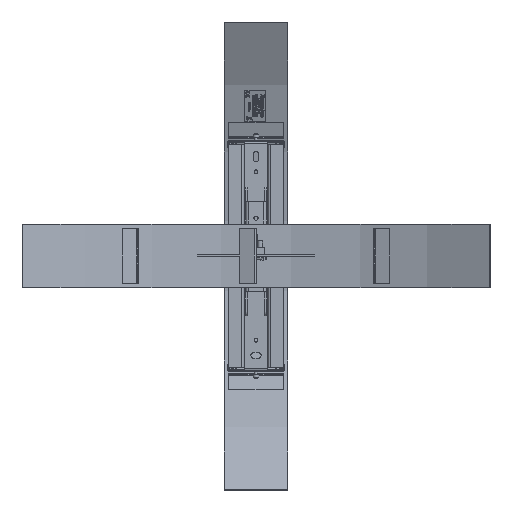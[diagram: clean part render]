
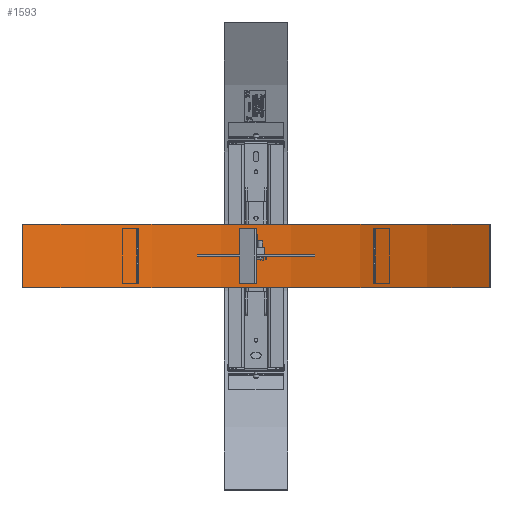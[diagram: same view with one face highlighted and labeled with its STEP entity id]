
A CAD part, front view. The second image highlights one B-rep face of the part: STEP entity #1593.
In plain terms, the highlighted cylindrical face has radius 549.624 mm (diameter 1099.25 mm), a partial arc.
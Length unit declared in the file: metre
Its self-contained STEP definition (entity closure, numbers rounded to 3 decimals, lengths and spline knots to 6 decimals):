
#1593 = ADVANCED_FACE( '', ( #3280 ), #3281, .F. );
#3280 = FACE_OUTER_BOUND( '', #6445, .T. );
#3281 = CYLINDRICAL_SURFACE( '', #6446, 0.549624 );
#6445 = EDGE_LOOP( '', ( #10638, #10639, #10640, #10641 ) );
#6446 = AXIS2_PLACEMENT_3D( '', #10642, #10643, #10644 );
#10638 = ORIENTED_EDGE( '', *, *, #22489, .F. );
#10639 = ORIENTED_EDGE( '', *, *, #22485, .F. );
#10640 = ORIENTED_EDGE( '', *, *, #22483, .T. );
#10641 = ORIENTED_EDGE( '', *, *, #22491, .T. );
#10642 = CARTESIAN_POINT( '', ( 0., -0.550824, -0.0375 ) );
#10643 = DIRECTION( '', ( 0., 0., -1. ) );
#10644 = DIRECTION( '', ( 1., 0., 0. ) );
#22483 = EDGE_CURVE( '', #26363, #26367, #26369, .F. );
#22485 = EDGE_CURVE( '', #26363, #26372, #26373, .T. );
#22489 = EDGE_CURVE( '', #26372, #26376, #26379, .F. );
#22491 = EDGE_CURVE( '', #26367, #26376, #26381, .T. );
#26363 = VERTEX_POINT( '', #32681 );
#26367 = VERTEX_POINT( '', #32686 );
#26369 = CIRCLE( '', #32689, 0.549624 );
#26372 = VERTEX_POINT( '', #32693 );
#26373 = LINE( '', #32694, #32695 );
#26376 = VERTEX_POINT( '', #32699 );
#26379 = CIRCLE( '', #32703, 0.549624 );
#26381 = LINE( '', #32706, #32707 );
#32681 = CARTESIAN_POINT( '', ( -0.277394, -0.076336, -0.0375 ) );
#32686 = CARTESIAN_POINT( '', ( 0.277394, -0.076336, -0.0375 ) );
#32689 = AXIS2_PLACEMENT_3D( '', #44396, #44397, #44398 );
#32693 = CARTESIAN_POINT( '', ( -0.277394, -0.076336, 0.0375 ) );
#32694 = CARTESIAN_POINT( '', ( -0.277394, -0.076336, -0.0375 ) );
#32695 = VECTOR( '', #44400, 1. );
#32699 = CARTESIAN_POINT( '', ( 0.277394, -0.076336, 0.0375 ) );
#32703 = AXIS2_PLACEMENT_3D( '', #44406, #44407, #44408 );
#32706 = CARTESIAN_POINT( '', ( 0.277394, -0.076336, -0.0375 ) );
#32707 = VECTOR( '', #44410, 1. );
#44396 = CARTESIAN_POINT( '', ( 0., -0.550824, -0.0375 ) );
#44397 = DIRECTION( '', ( 0., 0., 1. ) );
#44398 = DIRECTION( '', ( 1., 0., 0. ) );
#44400 = DIRECTION( '', ( 0., 0., 1. ) );
#44406 = CARTESIAN_POINT( '', ( 0., -0.550824, 0.0375 ) );
#44407 = DIRECTION( '', ( 0., 0., 1. ) );
#44408 = DIRECTION( '', ( 1., 0., 0. ) );
#44410 = DIRECTION( '', ( 0., 0., 1. ) );
